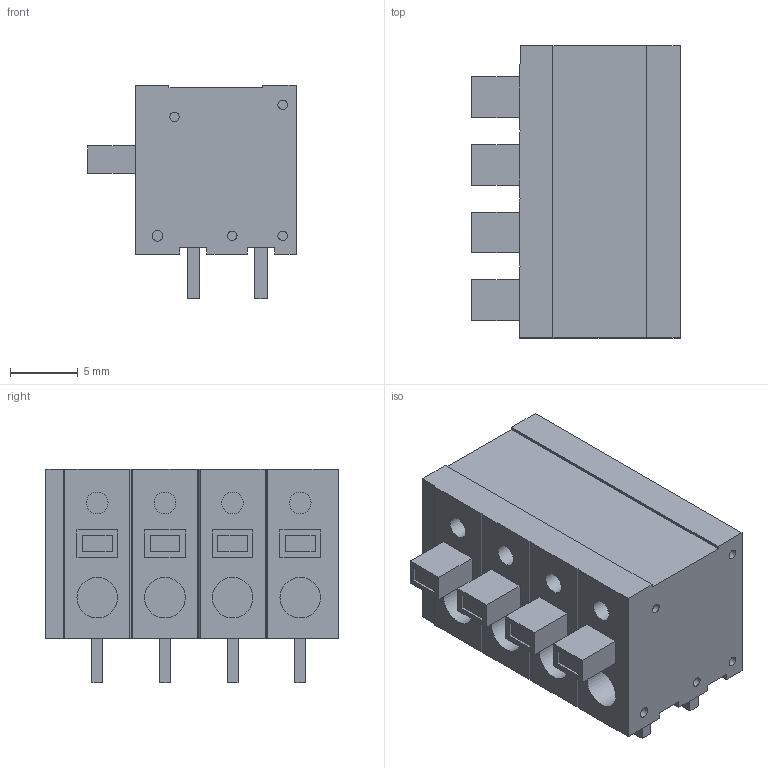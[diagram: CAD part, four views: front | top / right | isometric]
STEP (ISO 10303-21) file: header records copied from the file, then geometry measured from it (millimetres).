
FILE_DESCRIPTION(/* description */ (''),/* implementation_level */ '2;1');
FILE_NAME(/* name */ 'KF211R.stp',/* time_stamp */ '2021-03-02T21:17:43+01:00',/* author */ ('Niklas'),/* organization */ (''),/* preprocessor_version */ 'ST-DEVELOPER v18.1',/* originating_system */ 'Autodesk Inventor 2021',/* authorisation */ '');
FILE_SCHEMA (('AUTOMOTIVE_DESIGN { 1 0 10303 214 3 1 1 }'));
Length unit declared in the file: millimetre
Products named in the file (1): KF211R
Bounding box: 15.4 x 21.6 x 15.8 mm (x, y, z)
Volume: 2949 mm3; surface area: 2134.3 mm2
Topology: 1 solids, 16 shells, 180 faces, 413 edges, 294 vertices
Faces by surface type: plane 152, cylinder 28
Full cylindrical faces by diameter (mm): 0.7 x16, 0.773 x4, 1.6 x4, 3 x4
Entity records: 5217 total; most frequent: CARTESIAN_POINT 888, DIRECTION 887, ORIENTED_EDGE 826, EDGE_CURVE 413, LINE 301, VECTOR 301, VERTEX_POINT 294, AXIS2_PLACEMENT_3D 293
